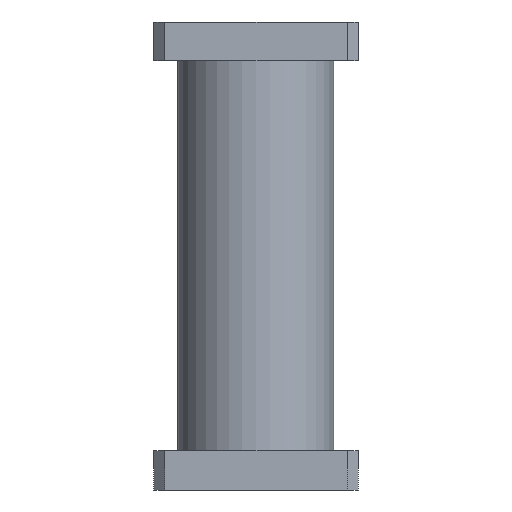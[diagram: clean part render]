
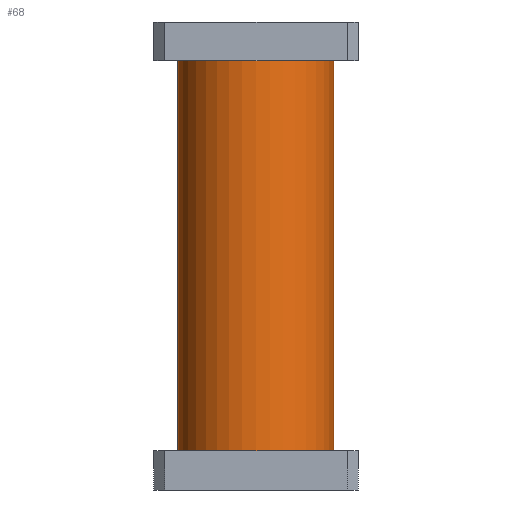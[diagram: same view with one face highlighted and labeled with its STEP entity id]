
A CAD part, front view. The second image highlights one B-rep face of the part: STEP entity #68.
In plain terms, the highlighted cylindrical face has radius 12.7 mm (diameter 25.4 mm), a partial arc.
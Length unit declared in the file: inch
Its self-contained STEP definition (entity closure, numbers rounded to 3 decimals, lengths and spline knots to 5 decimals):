
#1 = CYLINDRICAL_SURFACE ( 'NONE', #490, 0.5 ) ;
#8 = EDGE_CURVE ( 'NONE', #1039, #1245, #112, .T. ) ;
#59 = AXIS2_PLACEMENT_3D ( 'NONE', #435, #1254, #1263 ) ;
#61 = CARTESIAN_POINT ( 'NONE',  ( -0.656, 0.656, 0.25 ) ) ;
#68 = ADVANCED_FACE ( 'NONE', ( #246 ), #1, .T. ) ;
#76 = VECTOR ( 'NONE', #888, 39.37008 ) ;
#87 = EDGE_CURVE ( 'NONE', #410, #1245, #1398, .T. ) ;
#112 = CIRCLE ( 'NONE', #59, 0.5 ) ;
#226 = CARTESIAN_POINT ( 'NONE',  ( -0.156, 0.656, 2.75 ) ) ;
#246 = FACE_OUTER_BOUND ( 'NONE', #452, .T. ) ;
#285 = CARTESIAN_POINT ( 'NONE',  ( -0.156, 0.656, 0.25 ) ) ;
#312 = CARTESIAN_POINT ( 'NONE',  ( -1.156, 0.656, 0.25 ) ) ;
#410 = VERTEX_POINT ( 'NONE', #285 ) ;
#435 = CARTESIAN_POINT ( 'NONE',  ( -0.656, 0.656, 2.75 ) ) ;
#452 = EDGE_LOOP ( 'NONE', ( #1167, #1486, #1532, #1268 ) ) ;
#490 = AXIS2_PLACEMENT_3D ( 'NONE', #61, #1036, #797 ) ;
#539 = LINE ( 'NONE', #312, #1441 ) ;
#553 = EDGE_CURVE ( 'NONE', #1253, #410, #686, .T. ) ;
#565 = DIRECTION ( 'NONE',  ( 0., 0., 1. ) ) ;
#686 = CIRCLE ( 'NONE', #1131, 0.5 ) ;
#698 = CARTESIAN_POINT ( 'NONE',  ( -0.656, 0.656, 0.25 ) ) ;
#797 = DIRECTION ( 'NONE',  ( 1., 0., 0. ) ) ;
#888 = DIRECTION ( 'NONE',  ( 0., 0., 1. ) ) ;
#1036 = DIRECTION ( 'NONE',  ( 0., 0., 1. ) ) ;
#1039 = VERTEX_POINT ( 'NONE', #1352 ) ;
#1040 = DIRECTION ( 'NONE',  ( 1., 0., 0. ) ) ;
#1110 = EDGE_CURVE ( 'NONE', #1253, #1039, #539, .T. ) ;
#1131 = AXIS2_PLACEMENT_3D ( 'NONE', #698, #1534, #1040 ) ;
#1167 = ORIENTED_EDGE ( 'NONE', *, *, #1110, .F. ) ;
#1245 = VERTEX_POINT ( 'NONE', #226 ) ;
#1253 = VERTEX_POINT ( 'NONE', #1433 ) ;
#1254 = DIRECTION ( 'NONE',  ( 0., 0., 1. ) ) ;
#1263 = DIRECTION ( 'NONE',  ( 1., 0., 0. ) ) ;
#1268 = ORIENTED_EDGE ( 'NONE', *, *, #8, .F. ) ;
#1352 = CARTESIAN_POINT ( 'NONE',  ( -1.156, 0.656, 2.75 ) ) ;
#1366 = CARTESIAN_POINT ( 'NONE',  ( -0.156, 0.656, 0.25 ) ) ;
#1398 = LINE ( 'NONE', #1366, #76 ) ;
#1433 = CARTESIAN_POINT ( 'NONE',  ( -1.156, 0.656, 0.25 ) ) ;
#1441 = VECTOR ( 'NONE', #565, 39.37008 ) ;
#1486 = ORIENTED_EDGE ( 'NONE', *, *, #553, .T. ) ;
#1532 = ORIENTED_EDGE ( 'NONE', *, *, #87, .T. ) ;
#1534 = DIRECTION ( 'NONE',  ( 0., 0., 1. ) ) ;
